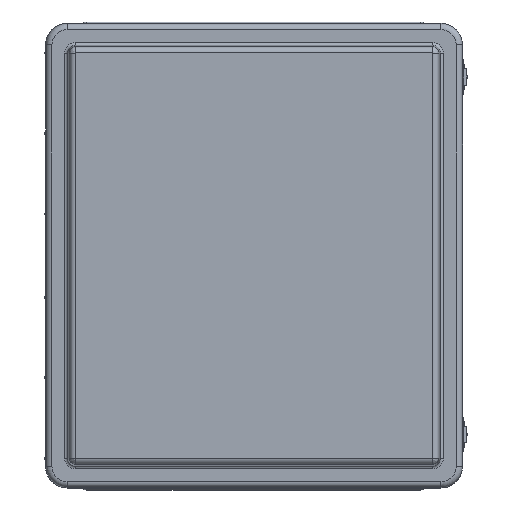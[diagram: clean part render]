
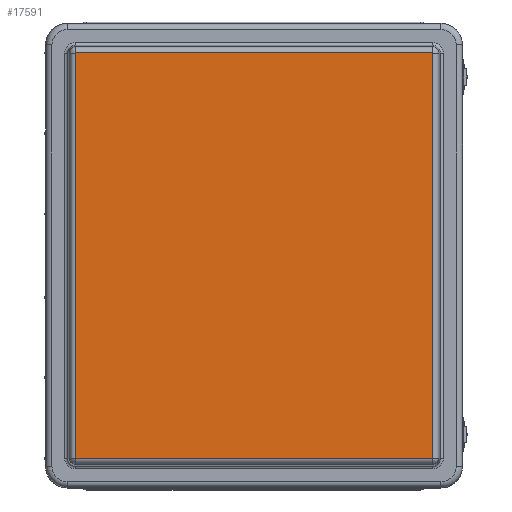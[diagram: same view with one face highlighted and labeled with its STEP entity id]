
A CAD part, top view. The second image highlights one B-rep face of the part: STEP entity #17591.
In plain terms, the highlighted planar face has unit normal (0, 0, 1).
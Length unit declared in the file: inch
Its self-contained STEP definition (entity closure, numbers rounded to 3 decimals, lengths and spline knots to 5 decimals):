
#1456=LINE($,#30437,#2817);
#1459=LINE($,#30444,#2820);
#1460=LINE($,#30477,#2821);
#1463=LINE($,#30484,#2824);
#2817=VECTOR($,#23564,16.9849);
#2820=VECTOR($,#23571,14.97227);
#2821=VECTOR($,#23588,14.97227);
#2824=VECTOR($,#23595,16.9849);
#3527=PLANE($,#19305);
#5238=FACE_OUTER_BOUND($,#6575,.T.);
#6575=EDGE_LOOP($,(#15279,#15280,#15281,#15282,#15283,#15284,#15285,#15286));
#7582=CIRCLE($,#19280,0.01047);
#7588=CIRCLE($,#19288,0.01047);
#7592=CIRCLE($,#19292,0.01047);
#7596=CIRCLE($,#19298,0.01047);
#9031=VERTEX_POINT($,#30426);
#9032=VERTEX_POINT($,#30428);
#9035=VERTEX_POINT($,#30435);
#9036=VERTEX_POINT($,#30440);
#9039=VERTEX_POINT($,#30455);
#9040=VERTEX_POINT($,#30468);
#9043=VERTEX_POINT($,#30475);
#9044=VERTEX_POINT($,#30480);
#11203=EDGE_CURVE($,#9031,#9032,#7582,.T.);
#11207=EDGE_CURVE($,#9035,#9031,#1456,.T.);
#11211=EDGE_CURVE($,#9032,#9036,#1459,.T.);
#11213=EDGE_CURVE($,#9039,#9035,#7588,.T.);
#11217=EDGE_CURVE($,#9036,#9040,#7592,.T.);
#11219=EDGE_CURVE($,#9043,#9039,#1460,.T.);
#11223=EDGE_CURVE($,#9040,#9044,#1463,.T.);
#11225=EDGE_CURVE($,#9044,#9043,#7596,.T.);
#15279=ORIENTED_EDGE($,*,*,#11203,.F.);
#15280=ORIENTED_EDGE($,*,*,#11207,.F.);
#15281=ORIENTED_EDGE($,*,*,#11213,.F.);
#15282=ORIENTED_EDGE($,*,*,#11219,.F.);
#15283=ORIENTED_EDGE($,*,*,#11225,.F.);
#15284=ORIENTED_EDGE($,*,*,#11223,.F.);
#15285=ORIENTED_EDGE($,*,*,#11217,.F.);
#15286=ORIENTED_EDGE($,*,*,#11211,.F.);
#17591=ADVANCED_FACE($,(#5238),#3527,.T.);
#19280=AXIS2_PLACEMENT_3D($,#30429,#23554,#23555);
#19288=AXIS2_PLACEMENT_3D($,#30457,#23574,#23575);
#19292=AXIS2_PLACEMENT_3D($,#30472,#23582,#23583);
#19298=AXIS2_PLACEMENT_3D($,#30495,#23598,#23599);
#19305=AXIS2_PLACEMENT_3D($,#30514,#23619,#23620);
#23554=DIRECTION('center_axis',(0.,0.,-1.));
#23555=DIRECTION('ref_axis',(0.707,-0.707,0.));
#23564=DIRECTION($,(0.,-1.,0.));
#23571=DIRECTION($,(-1.,0.,0.));
#23574=DIRECTION('center_axis',(0.,0.,-1.));
#23575=DIRECTION('ref_axis',(0.707,0.707,0.));
#23582=DIRECTION('center_axis',(0.,0.,-1.));
#23583=DIRECTION('ref_axis',(-0.707,-0.707,0.));
#23588=DIRECTION($,(1.,0.,0.));
#23595=DIRECTION($,(0.,1.,0.));
#23598=DIRECTION('center_axis',(0.,0.,-1.));
#23599=DIRECTION('ref_axis',(-0.707,0.707,0.));
#23619=DIRECTION('center_axis',(0.,0.,1.));
#23620=DIRECTION('ref_axis',(1.,0.,0.));
#30426=CARTESIAN_POINT('',(7.4966,-8.49245,2.625));
#30428=CARTESIAN_POINT('',(7.48614,-8.50292,2.625));
#30429=CARTESIAN_POINT('Origin',(7.48614,-8.49245,2.625));
#30435=CARTESIAN_POINT('',(7.4966,8.49245,2.625));
#30437=CARTESIAN_POINT($,(7.4966,8.49245,2.625));
#30440=CARTESIAN_POINT('',(-7.48614,-8.50292,2.625));
#30444=CARTESIAN_POINT($,(7.48614,-8.50292,2.625));
#30455=CARTESIAN_POINT('',(7.48614,8.50292,2.625));
#30457=CARTESIAN_POINT('Origin',(7.48614,8.49245,2.625));
#30468=CARTESIAN_POINT('',(-7.4966,-8.49245,2.625));
#30472=CARTESIAN_POINT('Origin',(-7.48614,-8.49245,2.625));
#30475=CARTESIAN_POINT('',(-7.48614,8.50292,2.625));
#30477=CARTESIAN_POINT($,(-7.48614,8.50292,2.625));
#30480=CARTESIAN_POINT('',(-7.4966,8.49245,2.625));
#30484=CARTESIAN_POINT($,(-7.4966,-8.49245,2.625));
#30495=CARTESIAN_POINT('Origin',(-7.48614,8.49245,2.625));
#30514=CARTESIAN_POINT('Origin',(0.,0.,2.625));
